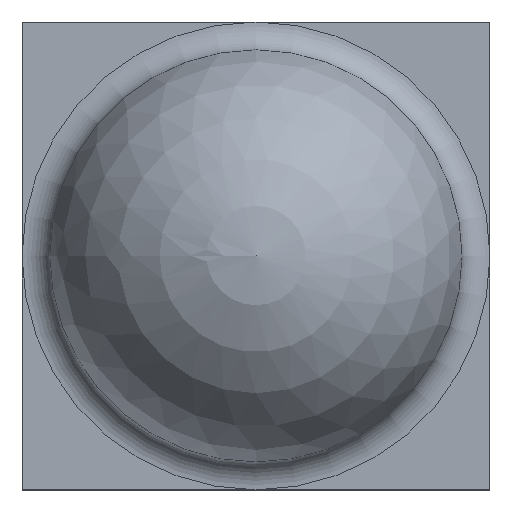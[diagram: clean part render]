
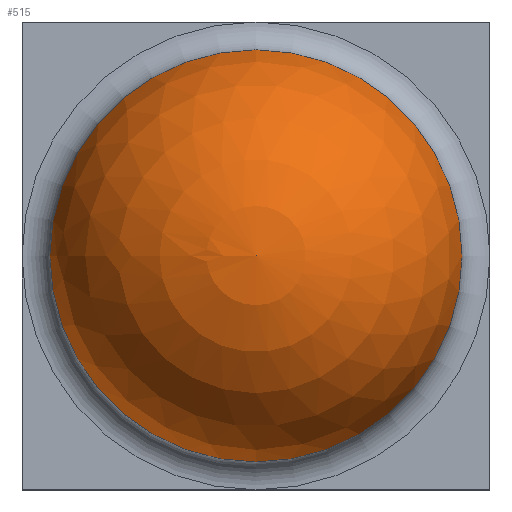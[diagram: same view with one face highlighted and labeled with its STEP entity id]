
A CAD part, top view. The second image highlights one B-rep face of the part: STEP entity #515.
In plain terms, the highlighted spherical face has radius 1.53 mm.
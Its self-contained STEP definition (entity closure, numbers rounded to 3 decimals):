
#17=SPHERICAL_SURFACE('',#564,1.53);
#21=CIRCLE('',#561,1.519);
#24=CIRCLE('',#565,1.53);
#57=FACE_OUTER_BOUND('',#86,.T.);
#86=EDGE_LOOP('',(#415,#416,#417));
#254=VERTEX_POINT('',#810);
#256=VERTEX_POINT('',#817);
#313=EDGE_CURVE('',#254,#254,#21,.T.);
#316=EDGE_CURVE('',#256,#254,#24,.T.);
#415=ORIENTED_EDGE('',*,*,#313,.T.);
#416=ORIENTED_EDGE('',*,*,#316,.F.);
#417=ORIENTED_EDGE('',*,*,#316,.T.);
#515=ADVANCED_FACE('',(#57),#17,.T.);
#561=AXIS2_PLACEMENT_3D('',#812,#666,#667);
#564=AXIS2_PLACEMENT_3D('',#816,#672,#673);
#565=AXIS2_PLACEMENT_3D('',#818,#674,#675);
#666=DIRECTION('center_axis',(0.,0.,1.));
#667=DIRECTION('ref_axis',(1.,0.,0.));
#672=DIRECTION('center_axis',(0.,0.,1.));
#673=DIRECTION('ref_axis',(1.,0.,0.));
#674=DIRECTION('center_axis',(0.,-1.,0.));
#675=DIRECTION('ref_axis',(-1.,0.,0.));
#810=CARTESIAN_POINT('',(-1.519,0.,0.913));
#812=CARTESIAN_POINT('Origin',(0.,0.,0.913));
#816=CARTESIAN_POINT('Origin',(0.,0.,0.73));
#817=CARTESIAN_POINT('',(0.,0.,2.26));
#818=CARTESIAN_POINT('Origin',(0.,0.,0.73));
